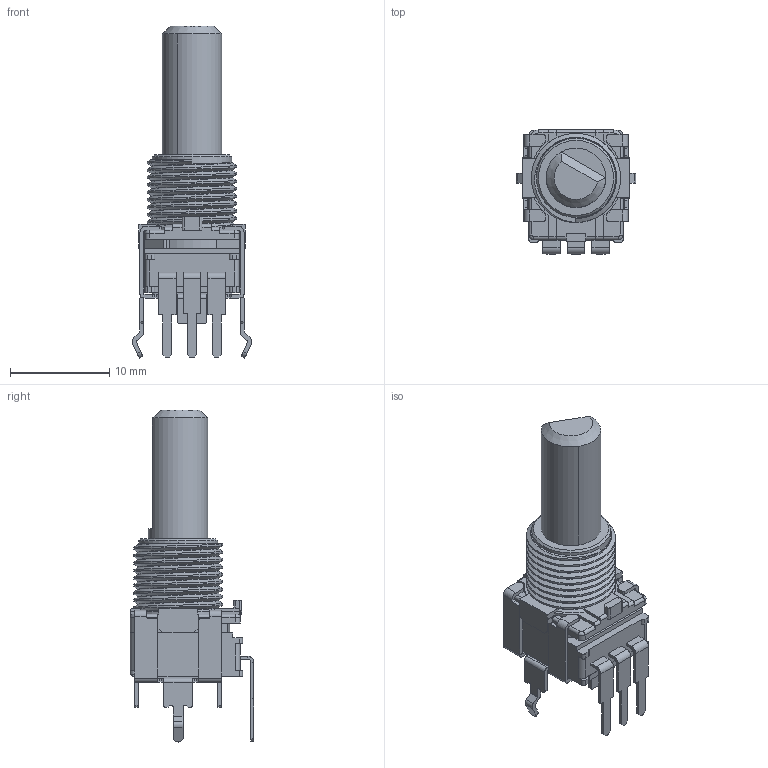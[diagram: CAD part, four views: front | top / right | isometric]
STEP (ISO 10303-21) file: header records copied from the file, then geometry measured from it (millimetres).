
FILE_DESCRIPTION (( 'STEP AP214' ), '1' );
FILE_NAME ('RK09L11-L200.STEP', '2012-01-20T00:56:20', ( '' ), ( '' ), 'SwSTEP 2.0', 'SolidWorks 2010', '' );
FILE_SCHEMA (( 'AUTOMOTIVE_DESIGN' ));
Length unit declared in the file: millimetre
Products named in the file (1): RK09L11-L200
Bounding box: 12.1 x 12.5 x 33.5 mm (x, y, z)
Volume: 1495.6 mm3; surface area: 1497 mm2
Topology: 1 solids, 1 shells, 427 faces, 1206 edges, 778 vertices
Faces by surface type: plane 252, cylinder 160, bspline 8, torus 4, cone 3
Entity records: 21126 total; most frequent: CARTESIAN_POINT 5368, ORIENTED_EDGE 2412, DIRECTION 2267, EDGE_CURVE 1206, LINE 829, VECTOR 829, VERTEX_POINT 778, AXIS2_PLACEMENT_3D 719
